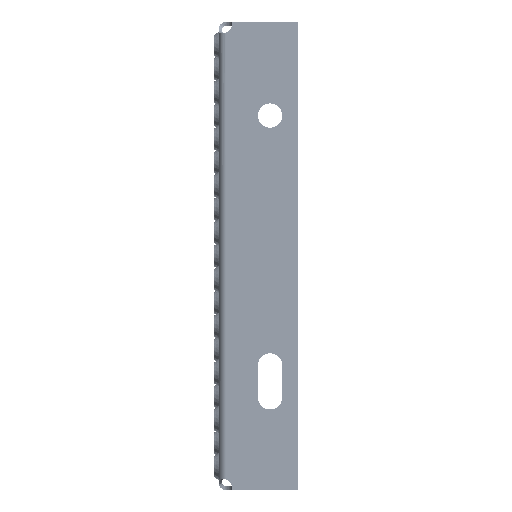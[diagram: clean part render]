
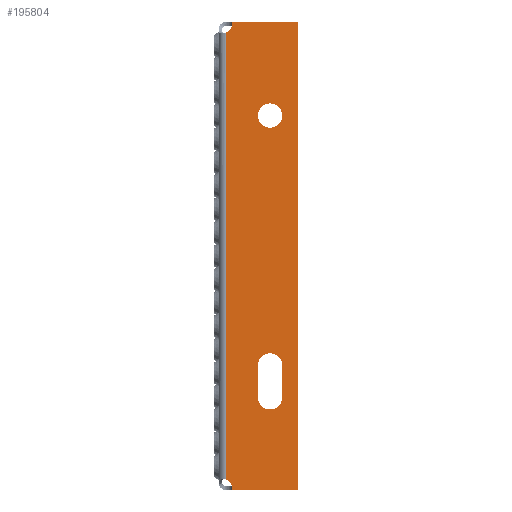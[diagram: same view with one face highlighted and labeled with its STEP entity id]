
A CAD part, left-side view. The second image highlights one B-rep face of the part: STEP entity #195804.
In plain terms, the highlighted planar face has unit normal (-1, 0, 0).
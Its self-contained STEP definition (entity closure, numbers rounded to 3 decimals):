
#461 = CARTESIAN_POINT ( 'NONE',  ( -350., -7.187, 125. ) ) ;
#4588 = ORIENTED_EDGE ( 'NONE', *, *, #37735, .F. ) ;
#4962 = EDGE_CURVE ( 'NONE', #45096, #19902, #125574, .T. ) ;
#5142 = DIRECTION ( 'NONE',  ( 0., 0., 1. ) ) ;
#5230 = PLANE ( 'NONE',  #118141 ) ;
#7322 = CIRCLE ( 'NONE', #94273, 6.5 ) ;
#10779 = ORIENTED_EDGE ( 'NONE', *, *, #142709, .F. ) ;
#12333 = DIRECTION ( 'NONE',  ( 0., -1., 0. ) ) ;
#17218 = CARTESIAN_POINT ( 'NONE',  ( -350., -42.498, -125. ) ) ;
#18459 = CARTESIAN_POINT ( 'NONE',  ( -350., -33.998, -124. ) ) ;
#19902 = VERTEX_POINT ( 'NONE', #192235 ) ;
#21083 = EDGE_LOOP ( 'NONE', ( #4588, #37395, #77559, #48754, #198704, #89012 ) ) ;
#21392 = VECTOR ( 'NONE', #86409, 1000. ) ;
#21535 = DIRECTION ( 'NONE',  ( 0., 0., 1. ) ) ;
#25141 = DIRECTION ( 'NONE',  ( 0., 1., 0. ) ) ;
#25361 = FACE_BOUND ( 'NONE', #142995, .T. ) ;
#27842 = CARTESIAN_POINT ( 'NONE',  ( -350., -20.998, -58.5 ) ) ;
#28110 = LINE ( 'NONE', #162503, #97884 ) ;
#28869 = CARTESIAN_POINT ( 'NONE',  ( -350., -33.998, -58.5 ) ) ;
#32025 = EDGE_CURVE ( 'NONE', #146409, #32499, #96726, .T. ) ;
#32499 = VERTEX_POINT ( 'NONE', #144950 ) ;
#35641 = CARTESIAN_POINT ( 'NONE',  ( -350., -20.998, 75. ) ) ;
#35699 = CIRCLE ( 'NONE', #190512, 5. ) ;
#36708 = DIRECTION ( 'NONE',  ( 1., 0., 0. ) ) ;
#37395 = ORIENTED_EDGE ( 'NONE', *, *, #4962, .T. ) ;
#37708 = LINE ( 'NONE', #69975, #76181 ) ;
#37735 = EDGE_CURVE ( 'NONE', #45096, #115904, #37708, .T. ) ;
#39133 = DIRECTION ( 'NONE',  ( 0., -1., 0. ) ) ;
#44326 = EDGE_CURVE ( 'NONE', #193913, #189497, #187162, .T. ) ;
#45096 = VERTEX_POINT ( 'NONE', #122066 ) ;
#48754 = ORIENTED_EDGE ( 'NONE', *, *, #162798, .T. ) ;
#48814 = CARTESIAN_POINT ( 'NONE',  ( -350., -27.498, -75.5 ) ) ;
#51417 = LINE ( 'NONE', #157478, #192947 ) ;
#52710 = DIRECTION ( 'NONE',  ( 0., 0., 1. ) ) ;
#55288 = DIRECTION ( 'NONE',  ( -1., 0., 0. ) ) ;
#55426 = VERTEX_POINT ( 'NONE', #116540 ) ;
#66335 = EDGE_CURVE ( 'NONE', #189497, #179255, #114589, .T. ) ;
#66823 = CARTESIAN_POINT ( 'NONE',  ( -350., -2.288, -124. ) ) ;
#69975 = CARTESIAN_POINT ( 'NONE',  ( -350., -4., -124. ) ) ;
#76181 = VECTOR ( 'NONE', #99308, 1000. ) ;
#76697 = CARTESIAN_POINT ( 'NONE',  ( -350., -20.998, -75.5 ) ) ;
#77559 = ORIENTED_EDGE ( 'NONE', *, *, #159770, .T. ) ;
#82863 = DIRECTION ( 'NONE',  ( 1., 0., 0. ) ) ;
#84355 = VERTEX_POINT ( 'NONE', #461 ) ;
#85485 = CARTESIAN_POINT ( 'NONE',  ( -350., -42.498, -125. ) ) ;
#86089 = DIRECTION ( 'NONE',  ( -1., 0., 0. ) ) ;
#86409 = DIRECTION ( 'NONE',  ( 0., -1., 0. ) ) ;
#86565 = CARTESIAN_POINT ( 'NONE',  ( -350., -27.498, 75. ) ) ;
#86974 = FACE_OUTER_BOUND ( 'NONE', #21083, .T. ) ;
#89012 = ORIENTED_EDGE ( 'NONE', *, *, #137097, .T. ) ;
#93402 = AXIS2_PLACEMENT_3D ( 'NONE', #86565, #55288, #39133 ) ;
#94273 = AXIS2_PLACEMENT_3D ( 'NONE', #48814, #111375, #144651 ) ;
#96726 = CIRCLE ( 'NONE', #93402, 6.5 ) ;
#97884 = VECTOR ( 'NONE', #25141, 1000. ) ;
#99308 = DIRECTION ( 'NONE',  ( 0., 0., 1. ) ) ;
#101457 = ORIENTED_EDGE ( 'NONE', *, *, #44326, .F. ) ;
#104669 = EDGE_CURVE ( 'NONE', #55426, #84355, #28110, .T. ) ;
#111364 = DIRECTION ( 'NONE',  ( 0., 0., 1. ) ) ;
#111375 = DIRECTION ( 'NONE',  ( -1., 0., 0. ) ) ;
#114589 = CIRCLE ( 'NONE', #188893, 6.5 ) ;
#115705 = CARTESIAN_POINT ( 'NONE',  ( -350., -7.187, -125. ) ) ;
#115904 = VERTEX_POINT ( 'NONE', #152110 ) ;
#115939 = VECTOR ( 'NONE', #192557, 1000. ) ;
#116540 = CARTESIAN_POINT ( 'NONE',  ( -350., -42.498, 125. ) ) ;
#118141 = AXIS2_PLACEMENT_3D ( 'NONE', #66823, #192057, #52710 ) ;
#122066 = CARTESIAN_POINT ( 'NONE',  ( -350., -4., -119.302 ) ) ;
#125574 = CIRCLE ( 'NONE', #177160, 5. ) ;
#127893 = VECTOR ( 'NONE', #111364, 1000. ) ;
#128454 = FACE_BOUND ( 'NONE', #152455, .T. ) ;
#128695 = VERTEX_POINT ( 'NONE', #76697 ) ;
#130635 = CARTESIAN_POINT ( 'NONE',  ( -350., -33.998, -75.5 ) ) ;
#134533 = CARTESIAN_POINT ( 'NONE',  ( -350., -27.498, -58.5 ) ) ;
#137097 = EDGE_CURVE ( 'NONE', #84355, #115904, #35699, .T. ) ;
#138357 = DIRECTION ( 'NONE',  ( -1., 0., 0. ) ) ;
#139570 = ORIENTED_EDGE ( 'NONE', *, *, #191377, .F. ) ;
#141335 = DIRECTION ( 'NONE',  ( 0., 0., -1. ) ) ;
#142161 = AXIS2_PLACEMENT_3D ( 'NONE', #151490, #138357, #197020 ) ;
#142709 = EDGE_CURVE ( 'NONE', #179255, #128695, #51417, .T. ) ;
#142995 = EDGE_LOOP ( 'NONE', ( #166462, #101457, #139570, #10779 ) ) ;
#143502 = CARTESIAN_POINT ( 'NONE',  ( -350., -2.288, 124. ) ) ;
#144651 = DIRECTION ( 'NONE',  ( 0., -1., 0. ) ) ;
#144752 = CARTESIAN_POINT ( 'NONE',  ( -350., -2.288, -124. ) ) ;
#144950 = CARTESIAN_POINT ( 'NONE',  ( -350., -33.998, 75. ) ) ;
#146409 = VERTEX_POINT ( 'NONE', #35641 ) ;
#147012 = LINE ( 'NONE', #115705, #21392 ) ;
#151490 = CARTESIAN_POINT ( 'NONE',  ( -350., -27.498, 75. ) ) ;
#152110 = CARTESIAN_POINT ( 'NONE',  ( -350., -4., 119.302 ) ) ;
#152455 = EDGE_LOOP ( 'NONE', ( #182025, #163482 ) ) ;
#157478 = CARTESIAN_POINT ( 'NONE',  ( -350., -20.998, -124. ) ) ;
#159770 = EDGE_CURVE ( 'NONE', #19902, #187386, #147012, .T. ) ;
#162503 = CARTESIAN_POINT ( 'NONE',  ( -350., -42.498, 125. ) ) ;
#162798 = EDGE_CURVE ( 'NONE', #187386, #55426, #163224, .T. ) ;
#163224 = LINE ( 'NONE', #85485, #115939 ) ;
#163482 = ORIENTED_EDGE ( 'NONE', *, *, #177095, .F. ) ;
#166462 = ORIENTED_EDGE ( 'NONE', *, *, #66335, .F. ) ;
#177095 = EDGE_CURVE ( 'NONE', #32499, #146409, #180951, .T. ) ;
#177160 = AXIS2_PLACEMENT_3D ( 'NONE', #144752, #36708, #21535 ) ;
#179255 = VERTEX_POINT ( 'NONE', #27842 ) ;
#180951 = CIRCLE ( 'NONE', #142161, 6.5 ) ;
#182025 = ORIENTED_EDGE ( 'NONE', *, *, #32025, .F. ) ;
#187162 = LINE ( 'NONE', #18459, #127893 ) ;
#187386 = VERTEX_POINT ( 'NONE', #17218 ) ;
#188893 = AXIS2_PLACEMENT_3D ( 'NONE', #134533, #86089, #12333 ) ;
#189497 = VERTEX_POINT ( 'NONE', #28869 ) ;
#190512 = AXIS2_PLACEMENT_3D ( 'NONE', #143502, #82863, #5142 ) ;
#191377 = EDGE_CURVE ( 'NONE', #128695, #193913, #7322, .T. ) ;
#192057 = DIRECTION ( 'NONE',  ( -1., 0., 0. ) ) ;
#192235 = CARTESIAN_POINT ( 'NONE',  ( -350., -7.187, -125. ) ) ;
#192557 = DIRECTION ( 'NONE',  ( 0., 0., 1. ) ) ;
#192947 = VECTOR ( 'NONE', #141335, 1000. ) ;
#193913 = VERTEX_POINT ( 'NONE', #130635 ) ;
#195804 = ADVANCED_FACE ( 'NONE', ( #25361, #128454, #86974 ), #5230, .T. ) ;
#197020 = DIRECTION ( 'NONE',  ( 0., -1., 0. ) ) ;
#198704 = ORIENTED_EDGE ( 'NONE', *, *, #104669, .T. ) ;
